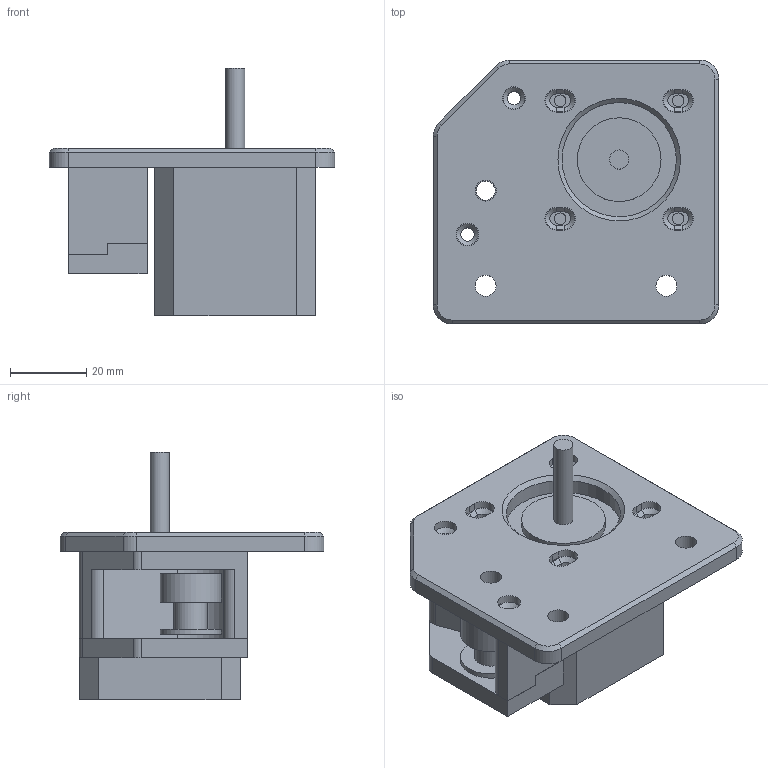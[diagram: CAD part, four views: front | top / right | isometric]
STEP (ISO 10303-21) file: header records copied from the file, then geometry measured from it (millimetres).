
FILE_DESCRIPTION(/* description */ (''),/* implementation_level */ '2;1');
FILE_NAME(/* name */ 'Motor mount_v1 v5.step',/* time_stamp */ '2019-12-28T16:12:33+02:00',/* author */ (''),/* organization */ (''),/* preprocessor_version */ 'ST-DEVELOPER v18',/* originating_system */ 'Autodesk Translation Framework v8.12.0.6',/* authorisation */ '');
FILE_SCHEMA (('AUTOMOTIVE_DESIGN { 1 0 10303 214 3 1 1 }'));
Length unit declared in the file: millimetre
Products named in the file (6): Motor mount_v1; Nema 17 v1(Mirror); F695 v1(Mirror); Pulley dummy v1(Mirror); Bottom part (1); Top part (1)
Assembly tree (6 placements, depth 2):
  Motor mount_v1
    Nema 17 v1(Mirror)
    F695 v1(Mirror)  x2
    Pulley dummy v1(Mirror)
    Bottom part (1)
    Top part (1)
Bounding box: 75 x 69.3 x 65 mm (x, y, z)
Volume: 104491.1 mm3; surface area: 29697.6 mm2
Topology: 6 solids, 6 shells, 186 faces, 447 edges, 294 vertices
Faces by surface type: plane 103, cylinder 65, cone 18
Full cylindrical faces by diameter (mm): 3 x4, 3.5 x4, 5 x4, 5.5 x4, 6 x2, 8.81 x1, 13 x2, 13.3 x1, 15 x2, 15.25 x1, 16 x2, 22 x1, 30 x1
Entity records: 5577 total; most frequent: DIRECTION 983, CARTESIAN_POINT 918, ORIENTED_EDGE 876, EDGE_CURVE 438, AXIS2_PLACEMENT_3D 353, VERTEX_POINT 288, LINE 277, VECTOR 277
